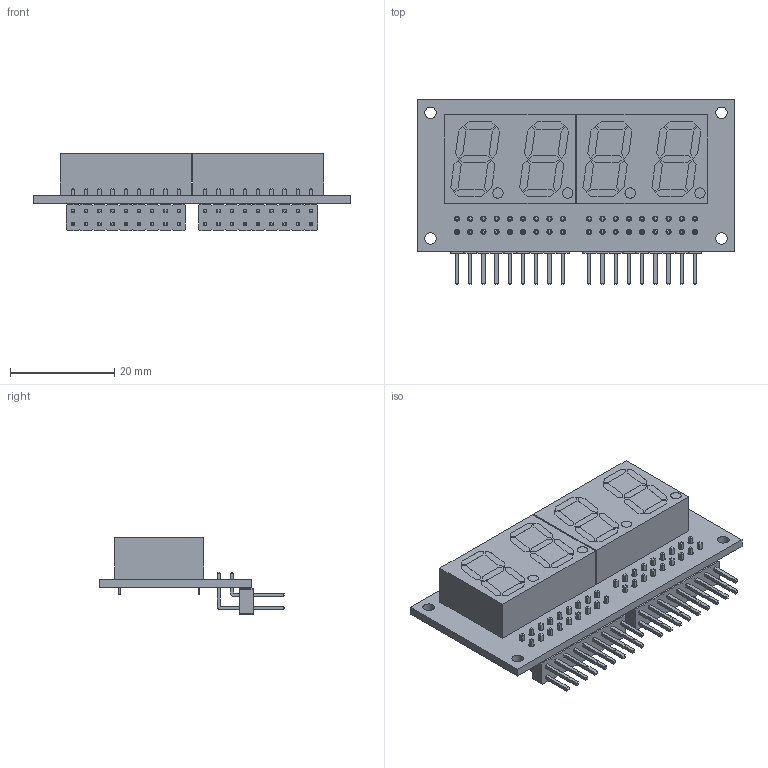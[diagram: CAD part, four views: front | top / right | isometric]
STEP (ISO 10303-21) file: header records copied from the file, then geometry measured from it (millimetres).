
FILE_DESCRIPTION(('KiCad electronic assembly'),'2;1');
FILE_NAME('LED-display_x4.step','2020-05-28T03:37:51',('An Author'),( 'A Company'),'Open CASCADE STEP processor 6.9', 'KiCad to STEP converter','Unknown');
FILE_SCHEMA(('AUTOMOTIVE_DESIGN { 1 0 10303 214 1 1 1 1 }'));
Length unit declared in the file: millimetre
Products named in the file (7): Open CASCADE STEP translator 6.9 1; PinHeader_2x09_P2.54mm_Horizontal; SOLID; package_led_display_0.56in_dual; COMPOUND
Assembly tree (8 placements, depth 3):
  Open CASCADE STEP translator 6.9 1
    PinHeader_2x09_P2.54mm_Horizontal  x2
      SOLID
    package_led_display_0.56in_dual  x2
      COMPOUND
      COMPOUND
    COMPOUND
Bounding box: 60.96 x 35.44 x 14.79 mm (x, y, z)
Volume: 10414.2 mm3; surface area: 9697.2 mm2
Topology: 73 solids, 73 shells, 1310 faces, 2988 edges, 1896 vertices
Faces by surface type: plane 1158, cylinder 152
Full cylindrical faces by diameter (mm): 0.254 x36, 0.508 x36, 1 x36, 2 x4, 2.2 x4
Entity records: 45489 total; most frequent: CARTESIAN_POINT 7487, DIRECTION 6328, LINE 4386, VECTOR 4386, ORIENTED_EDGE 3228, PCURVE 3228, DEFINITIONAL_REPRESENTATION 3228, EDGE_CURVE 1614
